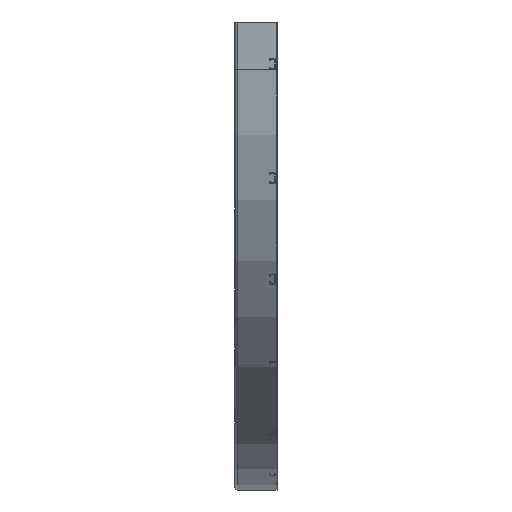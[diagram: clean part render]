
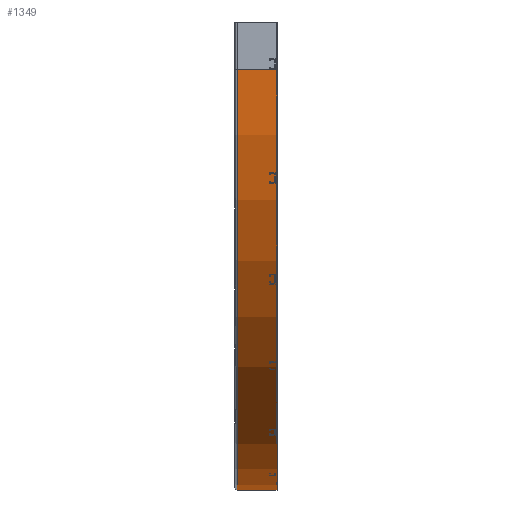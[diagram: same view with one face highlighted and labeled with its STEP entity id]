
A CAD part, left-side view. The second image highlights one B-rep face of the part: STEP entity #1349.
In plain terms, the highlighted cylindrical face has radius 1100 mm (diameter 2200 mm), a partial arc.
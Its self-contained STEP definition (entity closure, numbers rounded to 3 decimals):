
#20 = EDGE_LOOP ( 'NONE', ( #145, #1413, #1096, #414 ) ) ;
#52 = CARTESIAN_POINT ( 'NONE',  ( 0., 0., -125. ) ) ;
#145 = ORIENTED_EDGE ( 'NONE', *, *, #455, .F. ) ;
#157 = EDGE_CURVE ( 'NONE', #2548, #1612, #3098, .T. ) ;
#204 = VECTOR ( 'NONE', #435, 1000. ) ;
#319 = FACE_OUTER_BOUND ( 'NONE', #20, .T. ) ;
#414 = ORIENTED_EDGE ( 'NONE', *, *, #157, .T. ) ;
#428 = VERTEX_POINT ( 'NONE', #1056 ) ;
#435 = DIRECTION ( 'NONE',  ( 0., 1., 0. ) ) ;
#455 = EDGE_CURVE ( 'NONE', #428, #1612, #1494, .T. ) ;
#500 = CARTESIAN_POINT ( 'NONE',  ( -1100., 104., -1225. ) ) ;
#915 = CYLINDRICAL_SURFACE ( 'NONE', #2452, 1100. ) ;
#979 = DIRECTION ( 'NONE',  ( 0., 1., 0. ) ) ;
#1056 = CARTESIAN_POINT ( 'NONE',  ( 0., 104., -125. ) ) ;
#1096 = ORIENTED_EDGE ( 'NONE', *, *, #1567, .T. ) ;
#1101 = DIRECTION ( 'NONE',  ( 0., 0., 1. ) ) ;
#1210 = CARTESIAN_POINT ( 'NONE',  ( -1100., 0., -1225. ) ) ;
#1220 = DIRECTION ( 'NONE',  ( 0., 1., 0. ) ) ;
#1259 = AXIS2_PLACEMENT_3D ( 'NONE', #2437, #979, #2680 ) ;
#1339 = DIRECTION ( 'NONE',  ( 0., 1., 0. ) ) ;
#1349 = ADVANCED_FACE ( 'NONE', ( #319 ), #915, .T. ) ;
#1413 = ORIENTED_EDGE ( 'NONE', *, *, #2752, .F. ) ;
#1420 = CARTESIAN_POINT ( 'NONE',  ( 0., 0., -125. ) ) ;
#1494 = CIRCLE ( 'NONE', #3102, 1100. ) ;
#1515 = DIRECTION ( 'NONE',  ( 1., 0., 0. ) ) ;
#1516 = LINE ( 'NONE', #1420, #204 ) ;
#1567 = EDGE_CURVE ( 'NONE', #1706, #2548, #2805, .T. ) ;
#1590 = CARTESIAN_POINT ( 'NONE',  ( -1100., 0., -125. ) ) ;
#1612 = VERTEX_POINT ( 'NONE', #500 ) ;
#1705 = CARTESIAN_POINT ( 'NONE',  ( -1100., 104., -125. ) ) ;
#1706 = VERTEX_POINT ( 'NONE', #52 ) ;
#1834 = VECTOR ( 'NONE', #1220, 1000. ) ;
#2169 = DIRECTION ( 'NONE',  ( 0., 1., 0. ) ) ;
#2437 = CARTESIAN_POINT ( 'NONE',  ( -1100., 0., -125. ) ) ;
#2452 = AXIS2_PLACEMENT_3D ( 'NONE', #1590, #1339, #1101 ) ;
#2548 = VERTEX_POINT ( 'NONE', #2790 ) ;
#2680 = DIRECTION ( 'NONE',  ( 0., 0., 1. ) ) ;
#2752 = EDGE_CURVE ( 'NONE', #1706, #428, #1516, .T. ) ;
#2790 = CARTESIAN_POINT ( 'NONE',  ( -1100., 0., -1225. ) ) ;
#2805 = CIRCLE ( 'NONE', #1259, 1100. ) ;
#3098 = LINE ( 'NONE', #1210, #1834 ) ;
#3102 = AXIS2_PLACEMENT_3D ( 'NONE', #1705, #2169, #1515 ) ;
